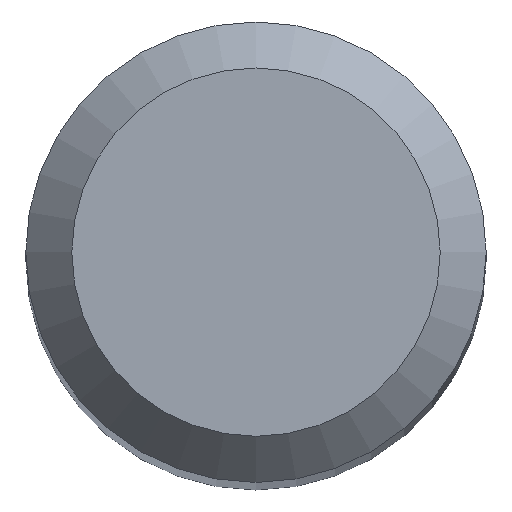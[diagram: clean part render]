
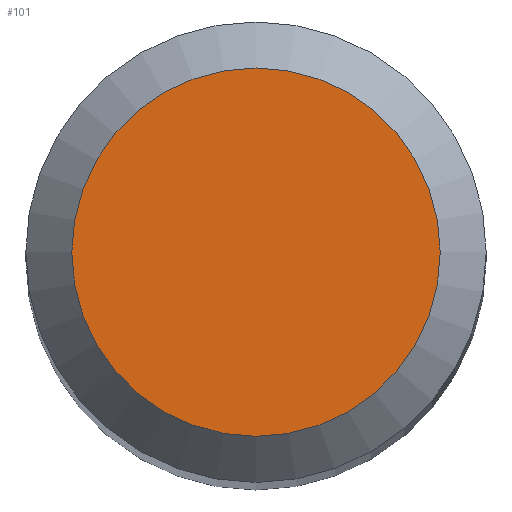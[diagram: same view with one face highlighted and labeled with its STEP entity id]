
A CAD part, top view. The second image highlights one B-rep face of the part: STEP entity #101.
In plain terms, the highlighted planar face has unit normal (0, 0, 1).
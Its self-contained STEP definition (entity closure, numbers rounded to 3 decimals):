
#26 = CARTESIAN_POINT ( 'NONE',  ( 0., 0., 38. ) ) ;
#37 = ORIENTED_EDGE ( 'NONE', *, *, #382, .T. ) ;
#50 = PLANE ( 'NONE',  #256 ) ;
#63 = DIRECTION ( 'NONE',  ( 0., 0., -1. ) ) ;
#95 = CARTESIAN_POINT ( 'NONE',  ( 1.2, 0., 38. ) ) ;
#99 = EDGE_LOOP ( 'NONE', ( #37 ) ) ;
#101 = ADVANCED_FACE ( 'NONE', ( #314 ), #50, .F. ) ;
#229 = DIRECTION ( 'NONE',  ( 0., 0., 1. ) ) ;
#238 = CARTESIAN_POINT ( 'NONE',  ( 0., 1.2, 38. ) ) ;
#246 = AXIS2_PLACEMENT_3D ( 'NONE', #26, #229, #264 ) ;
#256 = AXIS2_PLACEMENT_3D ( 'NONE', #238, #63, #340 ) ;
#262 = VERTEX_POINT ( 'NONE', #95 ) ;
#264 = DIRECTION ( 'NONE',  ( 1., 0., 0. ) ) ;
#267 = CIRCLE ( 'NONE', #246, 1.2 ) ;
#314 = FACE_OUTER_BOUND ( 'NONE', #99, .T. ) ;
#340 = DIRECTION ( 'NONE',  ( -1., 0., 0. ) ) ;
#382 = EDGE_CURVE ( 'NONE', #262, #262, #267, .T. ) ;
